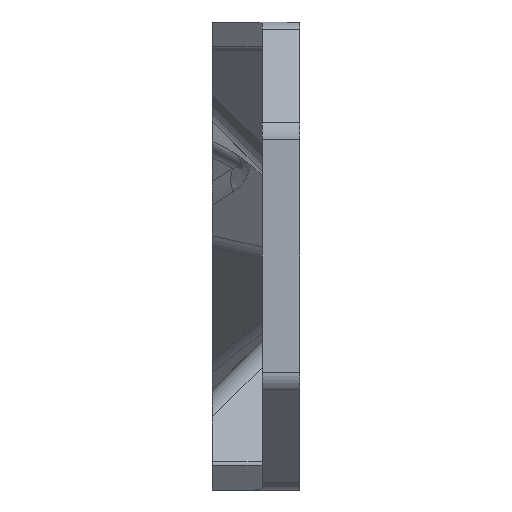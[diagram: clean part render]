
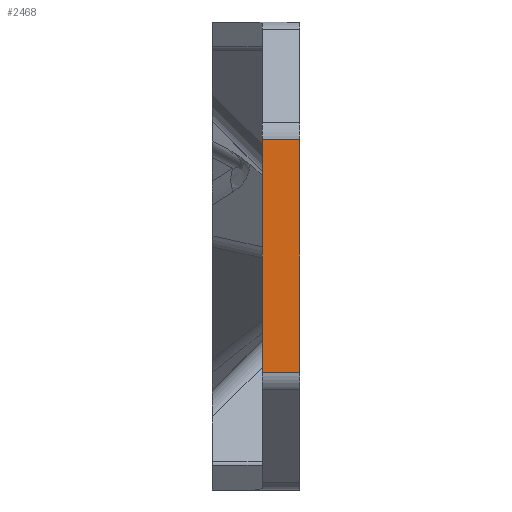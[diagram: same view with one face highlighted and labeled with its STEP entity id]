
A CAD part, left-side view. The second image highlights one B-rep face of the part: STEP entity #2468.
In plain terms, the highlighted planar face has unit normal (-1, 0, 0).
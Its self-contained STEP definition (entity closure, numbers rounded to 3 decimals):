
#94=PLANE('',#2704);
#198=FACE_OUTER_BOUND('',#345,.T.);
#345=EDGE_LOOP('',(#1988,#1989,#1990,#1991));
#600=LINE('',#3828,#846);
#662=LINE('',#4008,#908);
#690=LINE('',#4081,#936);
#691=LINE('',#4083,#937);
#846=VECTOR('',#2988,10.);
#908=VECTOR('',#3154,10.);
#936=VECTOR('',#3230,10.);
#937=VECTOR('',#3233,10.);
#1135=VERTEX_POINT('',#3825);
#1136=VERTEX_POINT('',#3827);
#1201=VERTEX_POINT('',#4005);
#1202=VERTEX_POINT('',#4007);
#1376=EDGE_CURVE('',#1135,#1136,#600,.T.);
#1468=EDGE_CURVE('',#1202,#1201,#662,.T.);
#1507=EDGE_CURVE('',#1202,#1135,#690,.T.);
#1508=EDGE_CURVE('',#1136,#1201,#691,.T.);
#1988=ORIENTED_EDGE('',*,*,#1507,.F.);
#1989=ORIENTED_EDGE('',*,*,#1468,.T.);
#1990=ORIENTED_EDGE('',*,*,#1508,.F.);
#1991=ORIENTED_EDGE('',*,*,#1376,.F.);
#2468=ADVANCED_FACE('',(#198),#94,.T.);
#2704=AXIS2_PLACEMENT_3D('',#4082,#3231,#3232);
#2988=DIRECTION('',(0.,0.,1.));
#3154=DIRECTION('',(0.,0.,1.));
#3230=DIRECTION('',(0.,1.,0.));
#3231=DIRECTION('center_axis',(-1.,0.,0.));
#3232=DIRECTION('ref_axis',(0.,0.,1.));
#3233=DIRECTION('',(0.,-1.,0.));
#3825=CARTESIAN_POINT('',(-147.454,6.,-23.185));
#3827=CARTESIAN_POINT('',(-147.454,6.,14.147));
#3828=CARTESIAN_POINT('',(-147.454,6.,-24.841));
#4005=CARTESIAN_POINT('',(-147.454,0.,14.147));
#4007=CARTESIAN_POINT('',(-147.454,0.,-23.185));
#4008=CARTESIAN_POINT('',(-147.454,0.,-24.841));
#4081=CARTESIAN_POINT('',(-147.454,0.,-23.185));
#4082=CARTESIAN_POINT('Origin',(-147.454,0.,-24.841));
#4083=CARTESIAN_POINT('',(-147.454,0.,14.147));
